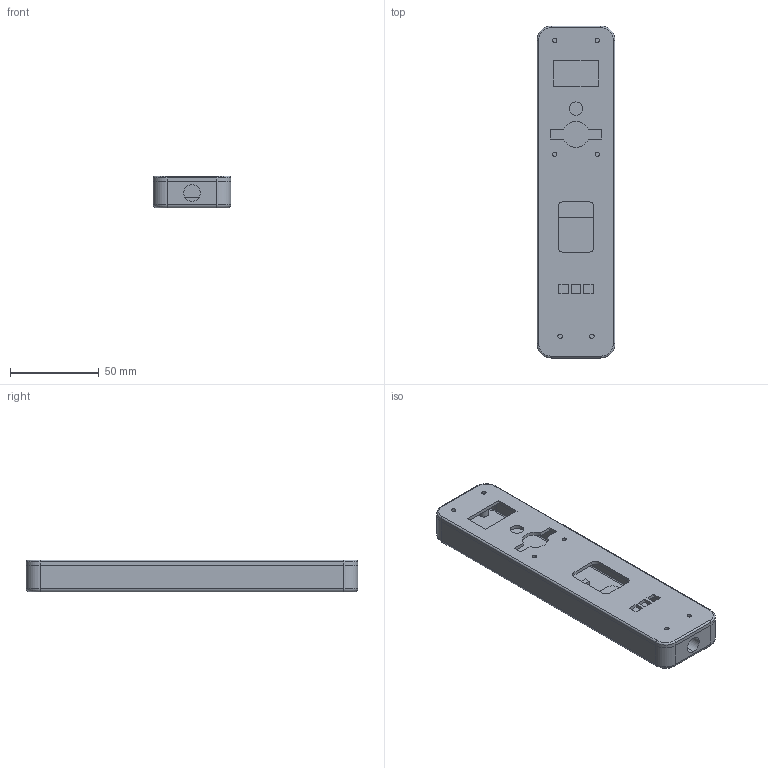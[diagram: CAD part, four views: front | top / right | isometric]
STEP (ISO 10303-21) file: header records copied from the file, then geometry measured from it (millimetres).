
FILE_DESCRIPTION (( 'STEP AP203' ), '1' );
FILE_NAME ('Main Casing.STEP', '2024-12-19T19:45:26', ( '' ), ( '' ), 'SwSTEP 2.0', 'SolidWorks 2023', '' );
FILE_SCHEMA (( 'CONFIG_CONTROL_DESIGN' ));
Length unit declared in the file: millimetre
Products named in the file (2): Part6^Assembly; Main Casing
Assembly tree (1 placements, depth 2):
  Main Casing
    Part6^Assembly
Bounding box: 44 x 187.26 x 18 mm (x, y, z)
Volume: 57214.4 mm3; surface area: 45892 mm2
Topology: 2 solids, 2 shells, 206 faces, 502 edges, 324 vertices
Faces by surface type: cylinder 101, plane 89, torus 16
Entity records: 6350 total; most frequent: DIRECTION 1136, CARTESIAN_POINT 1058, ORIENTED_EDGE 1004, EDGE_CURVE 502, AXIS2_PLACEMENT_3D 426, VERTEX_POINT 324, VECTOR 284, LINE 284
